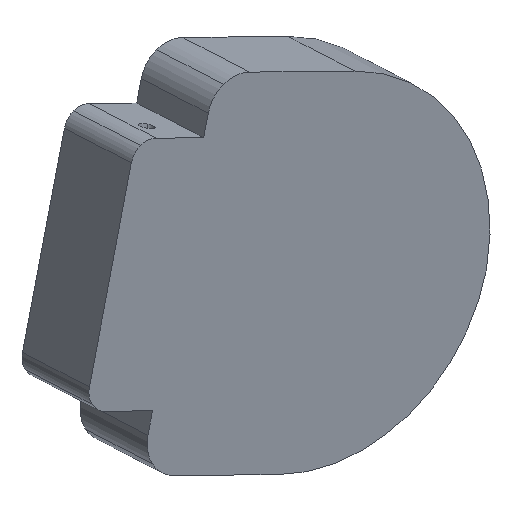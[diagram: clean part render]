
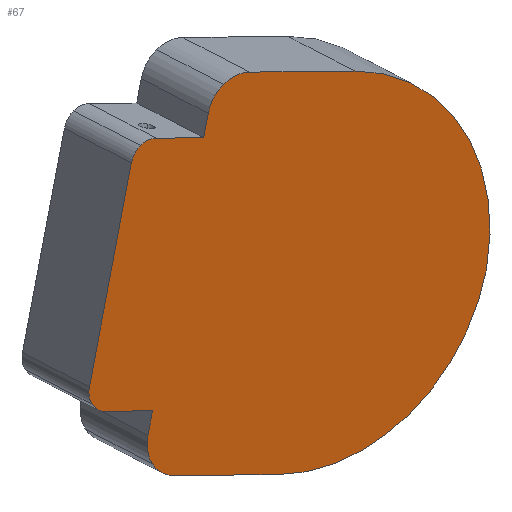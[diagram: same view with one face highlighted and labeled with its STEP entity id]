
A CAD part, top view. The second image highlights one B-rep face of the part: STEP entity #67.
In plain terms, the highlighted planar face has unit normal (0.584, -0.304, 0.753).
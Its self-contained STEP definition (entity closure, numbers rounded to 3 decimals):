
#67=ADVANCED_FACE('',(#108),#109,.F.);
#108=FACE_OUTER_BOUND('',#156,.T.);
#109=PLANE('',#157);
#156=EDGE_LOOP('',(#284,#285,#286,#287,#288,#289,#290,#291,#292,#293,#294,#295,#296,#297,#298,#299,#300,#301));
#157=AXIS2_PLACEMENT_3D('',#302,#303,#304);
#284=ORIENTED_EDGE('',*,*,#375,.F.);
#285=ORIENTED_EDGE('',*,*,#416,.F.);
#286=ORIENTED_EDGE('',*,*,#391,.F.);
#287=ORIENTED_EDGE('',*,*,#396,.F.);
#288=ORIENTED_EDGE('',*,*,#387,.F.);
#289=ORIENTED_EDGE('',*,*,#409,.F.);
#290=ORIENTED_EDGE('',*,*,#377,.F.);
#291=ORIENTED_EDGE('',*,*,#407,.F.);
#292=ORIENTED_EDGE('',*,*,#404,.F.);
#293=ORIENTED_EDGE('',*,*,#400,.T.);
#294=ORIENTED_EDGE('',*,*,#381,.F.);
#295=ORIENTED_EDGE('',*,*,#399,.F.);
#296=ORIENTED_EDGE('',*,*,#393,.F.);
#297=ORIENTED_EDGE('',*,*,#417,.T.);
#298=ORIENTED_EDGE('',*,*,#369,.F.);
#299=ORIENTED_EDGE('',*,*,#418,.F.);
#300=ORIENTED_EDGE('',*,*,#413,.F.);
#301=ORIENTED_EDGE('',*,*,#410,.F.);
#302=CARTESIAN_POINT('',(77.116,-115.313,94.278));
#303=DIRECTION('',(-0.584,0.304,-0.753));
#304=DIRECTION('',(-0.792,-0.009,0.611));
#369=EDGE_CURVE('',#433,#436,#437,.T.);
#375=EDGE_CURVE('',#446,#442,#448,.T.);
#377=EDGE_CURVE('',#449,#452,#453,.T.);
#381=EDGE_CURVE('',#457,#460,#461,.T.);
#387=EDGE_CURVE('',#470,#466,#472,.T.);
#391=EDGE_CURVE('',#478,#473,#480,.T.);
#393=EDGE_CURVE('',#482,#484,#485,.T.);
#396=EDGE_CURVE('',#466,#478,#489,.T.);
#399=EDGE_CURVE('',#484,#457,#492,.T.);
#400=EDGE_CURVE('',#493,#460,#494,.F.);
#404=EDGE_CURVE('',#493,#500,#501,.T.);
#407=EDGE_CURVE('',#500,#449,#504,.T.);
#409=EDGE_CURVE('',#452,#470,#506,.T.);
#410=EDGE_CURVE('',#442,#507,#508,.T.);
#413=EDGE_CURVE('',#507,#512,#513,.T.);
#416=EDGE_CURVE('',#473,#446,#517,.T.);
#417=EDGE_CURVE('',#482,#436,#518,.T.);
#418=EDGE_CURVE('',#512,#433,#519,.T.);
#433=VERTEX_POINT('',#537);
#436=VERTEX_POINT('',#541);
#437=CIRCLE('',#542,3.0);
#442=VERTEX_POINT('',#548);
#446=VERTEX_POINT('',#553);
#448=CIRCLE('',#556,3.0);
#449=VERTEX_POINT('',#557);
#452=VERTEX_POINT('',#561);
#453=CIRCLE('',#562,25.0);
#457=VERTEX_POINT('',#567);
#460=VERTEX_POINT('',#571);
#461=CIRCLE('',#572,5.0);
#466=VERTEX_POINT('',#578);
#470=VERTEX_POINT('',#583);
#472=CIRCLE('',#586,5.0);
#473=VERTEX_POINT('',#587);
#478=VERTEX_POINT('',#594);
#480=LINE('',#597,#598);
#482=VERTEX_POINT('',#600);
#484=VERTEX_POINT('',#603);
#485=LINE('',#604,#605);
#489=CIRCLE('',#611,5.0);
#492=CIRCLE('',#614,5.0);
#493=VERTEX_POINT('',#615);
#494=LINE('',#616,#617);
#500=VERTEX_POINT('',#625);
#501=CIRCLE('',#626,25.0);
#504=CIRCLE('',#630,25.0);
#506=LINE('',#633,#634);
#507=VERTEX_POINT('',#635);
#508=CIRCLE('',#636,3.0);
#512=VERTEX_POINT('',#641);
#513=LINE('',#642,#643);
#517=LINE('',#649,#650);
#518=LINE('',#651,#652);
#519=CIRCLE('',#653,3.0);
#537=CARTESIAN_POINT('',(60.098,-92.824,116.561));
#541=CARTESIAN_POINT('',(61.934,-91.967,115.481));
#542=AXIS2_PLACEMENT_3D('',#672,#673,#674);
#548=CARTESIAN_POINT('',(54.438,-123.067,108.756));
#553=CARTESIAN_POINT('',(55.961,-123.884,107.244));
#556=AXIS2_PLACEMENT_3D('',#684,#685,#686);
#557=CARTESIAN_POINT('',(91.608,-124.101,79.482));
#561=CARTESIAN_POINT('',(76.307,-131.245,88.48));
#562=AXIS2_PLACEMENT_3D('',#688,#689,#690);
#567=CARTESIAN_POINT('',(69.8,-85.66,111.918));
#571=CARTESIAN_POINT('',(72.861,-84.231,110.119));
#572=AXIS2_PLACEMENT_3D('',#696,#697,#698);
#578=CARTESIAN_POINT('',(61.498,-130.031,100.467));
#583=CARTESIAN_POINT('',(64.036,-131.392,97.948));
#586=AXIS2_PLACEMENT_3D('',#708,#709,#710);
#587=CARTESIAN_POINT('',(61.503,-123.818,102.969));
#594=CARTESIAN_POINT('',(60.968,-126.676,102.231));
#597=CARTESIAN_POINT('',(63.063,-115.481,105.12));
#598=VECTOR('',#714,1.);
#600=CARTESIAN_POINT('',(67.476,-91.9,111.206));
#603=CARTESIAN_POINT('',(68.011,-89.042,111.943));
#604=CARTESIAN_POINT('',(63.063,-115.481,105.12));
#605=VECTOR('',#716,1.);
#611=AXIS2_PLACEMENT_3D('',#719,#720,#721);
#614=AXIS2_PLACEMENT_3D('',#728,#729,#730);
#615=CARTESIAN_POINT('',(85.136,-84.084,100.648));
#616=CARTESIAN_POINT('',(82.955,-84.11,102.331));
#617=VECTOR('',#731,1.0);
#625=CARTESIAN_POINT('',(100.557,-107.189,79.356));
#626=AXIS2_PLACEMENT_3D('',#737,#738,#739);
#630=AXIS2_PLACEMENT_3D('',#744,#745,#746);
#633=CARTESIAN_POINT('',(74.13,-131.271,90.16));
#634=VECTOR('',#748,1.);
#635=CARTESIAN_POINT('',(54.121,-121.054,109.815));
#636=AXIS2_PLACEMENT_3D('',#749,#750,#751);
#641=CARTESIAN_POINT('',(59.024,-94.853,116.576));
#642=CARTESIAN_POINT('',(55.146,-115.576,111.228));
#643=VECTOR('',#756,1.);
#649=CARTESIAN_POINT('',(75.556,-123.649,92.127));
#650=VECTOR('',#759,1.);
#651=CARTESIAN_POINT('',(81.529,-91.732,100.364));
#652=VECTOR('',#760,1.);
#653=AXIS2_PLACEMENT_3D('',#761,#762,#763);
#672=CARTESIAN_POINT('',(61.399,-94.825,114.744));
#673=DIRECTION('',(-0.584,0.304,-0.753));
#674=DIRECTION('',(-0.434,0.667,0.606));
#684=CARTESIAN_POINT('',(56.496,-121.026,107.982));
#685=DIRECTION('',(-0.584,0.304,-0.753));
#686=DIRECTION('',(-0.686,-0.68,0.258));
#688=CARTESIAN_POINT('',(80.764,-107.426,94.627));
#689=DIRECTION('',(-0.584,0.304,-0.753));
#690=DIRECTION('',(0.434,-0.667,-0.606));
#696=CARTESIAN_POINT('',(71.969,-88.995,108.889));
#697=DIRECTION('',(-0.584,0.304,-0.753));
#698=DIRECTION('',(-0.434,0.667,0.606));
#708=CARTESIAN_POINT('',(64.927,-126.629,99.177));
#709=DIRECTION('',(-0.584,0.304,-0.753));
#710=DIRECTION('',(-0.686,-0.68,0.258));
#714=DIRECTION('',(0.178,0.953,0.246));
#716=DIRECTION('',(0.178,0.953,0.246));
#719=CARTESIAN_POINT('',(64.927,-126.629,99.177));
#720=DIRECTION('',(-0.584,0.304,-0.753));
#721=DIRECTION('',(-0.686,-0.68,0.258));
#728=CARTESIAN_POINT('',(71.969,-88.995,108.889));
#729=DIRECTION('',(-0.584,0.304,-0.753));
#730=DIRECTION('',(-0.434,0.667,0.606));
#731=DIRECTION('',(0.792,0.009,-0.611));
#737=CARTESIAN_POINT('',(80.679,-107.903,94.501));
#738=DIRECTION('',(-0.584,0.304,-0.753));
#739=DIRECTION('',(0.795,0.029,-0.606));
#744=CARTESIAN_POINT('',(80.764,-107.426,94.627));
#745=DIRECTION('',(-0.584,0.304,-0.753));
#746=DIRECTION('',(0.434,-0.667,-0.606));
#748=DIRECTION('',(-0.792,-0.009,0.611));
#749=CARTESIAN_POINT('',(56.496,-121.026,107.982));
#750=DIRECTION('',(-0.584,0.304,-0.753));
#751=DIRECTION('',(-0.686,-0.68,0.258));
#756=DIRECTION('',(0.178,0.953,0.246));
#759=DIRECTION('',(-0.792,-0.009,0.611));
#760=DIRECTION('',(-0.792,-0.009,0.611));
#761=CARTESIAN_POINT('',(61.399,-94.825,114.744));
#762=DIRECTION('',(-0.584,0.304,-0.753));
#763=DIRECTION('',(-0.434,0.667,0.606));
